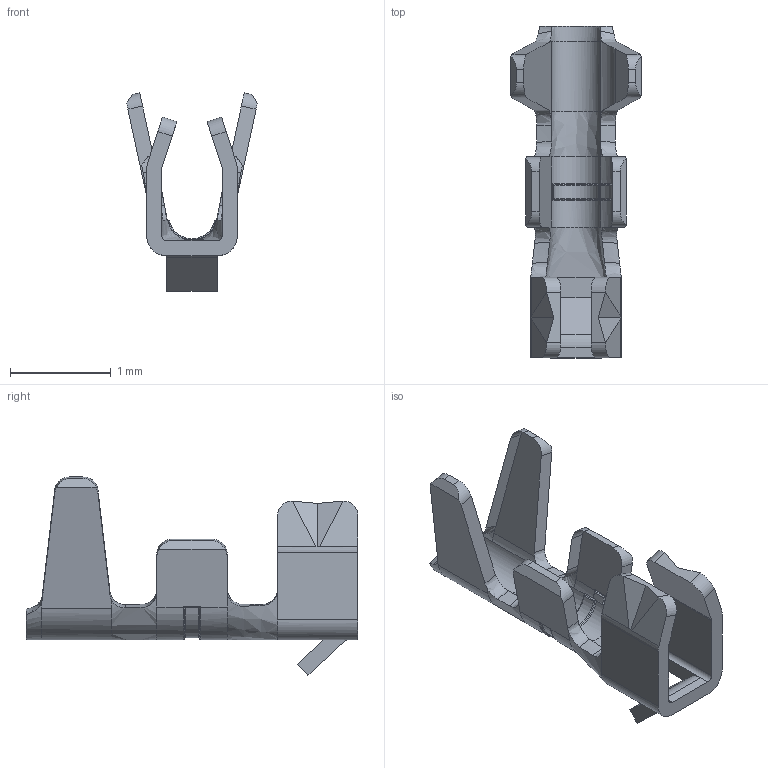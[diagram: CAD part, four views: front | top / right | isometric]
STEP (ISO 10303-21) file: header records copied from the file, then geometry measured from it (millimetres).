
FILE_DESCRIPTION( ( 'Unknown' ), '1' );
FILE_NAME( '65300113722DEC.stp', 'Unknown', ( 'Unknown' ), ( 'Unknown' ), 'PSStep 17.0.49', 'Unknown', ' ' );
FILE_SCHEMA( ( 'AUTOMOTIVE_DESIGN { 1 0 10303 214 1 1 1 1 }' ) );
Length unit declared in the file: millimetre
Products named in the file (1): 1
Bounding box: 1.3 x 3.3 x 1.97 mm (x, y, z)
Volume: 1.1 mm3; surface area: 17.7 mm2
Topology: 1 solids, 1 shells, 138 faces, 374 edges, 236 vertices
Faces by surface type: plane 62, cylinder 46, bspline 22, torus 8
Entity records: 7093 total; most frequent: CARTESIAN_POINT 2753, ORIENTED_EDGE 748, DIRECTION 569, EDGE_CURVE 374, VERTEX_POINT 236, AXIS2_PLACEMENT_3D 194, LINE 181, VECTOR 181
